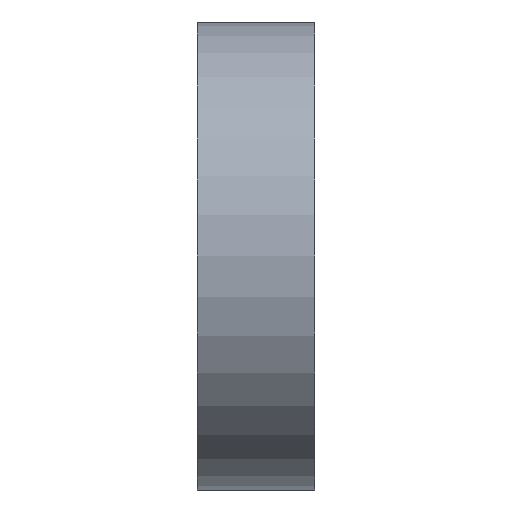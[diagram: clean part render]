
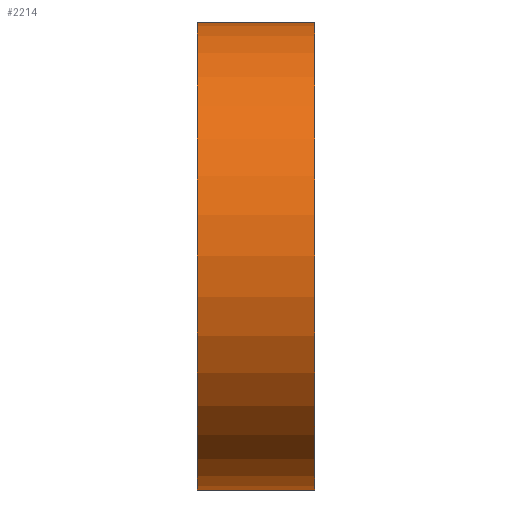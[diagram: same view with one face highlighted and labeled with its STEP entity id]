
A CAD part, left-side view. The second image highlights one B-rep face of the part: STEP entity #2214.
In plain terms, the highlighted cylindrical face has radius 15.875 mm (diameter 31.75 mm), a partial arc.
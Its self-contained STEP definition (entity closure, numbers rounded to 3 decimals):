
#91 = DIRECTION ( 'NONE',  ( 0., 1., 0. ) ) ;
#206 = AXIS2_PLACEMENT_3D ( 'NONE', #1691, #91, #304 ) ;
#234 = VERTEX_POINT ( 'NONE', #972 ) ;
#284 = EDGE_CURVE ( 'NONE', #1554, #234, #507, .T. ) ;
#304 = DIRECTION ( 'NONE',  ( 0., 0., 1. ) ) ;
#308 = LINE ( 'NONE', #773, #1443 ) ;
#361 = CARTESIAN_POINT ( 'NONE',  ( -184.15, 8., -15.875 ) ) ;
#425 = VERTEX_POINT ( 'NONE', #361 ) ;
#427 = EDGE_LOOP ( 'NONE', ( #1611, #1741, #720, #908 ) ) ;
#498 = DIRECTION ( 'NONE',  ( 0., 0., -1. ) ) ;
#507 = CIRCLE ( 'NONE', #1988, 15.875 ) ;
#628 = EDGE_CURVE ( 'NONE', #425, #1554, #308, .T. ) ;
#656 = DIRECTION ( 'NONE',  ( 0., -1., 0. ) ) ;
#670 = DIRECTION ( 'NONE',  ( 0., 1., 0. ) ) ;
#703 = EDGE_CURVE ( 'NONE', #425, #2105, #1645, .T. ) ;
#720 = ORIENTED_EDGE ( 'NONE', *, *, #628, .T. ) ;
#765 = DIRECTION ( 'NONE',  ( 0., -1., 0. ) ) ;
#773 = CARTESIAN_POINT ( 'NONE',  ( -184.15, 8., -15.875 ) ) ;
#860 = AXIS2_PLACEMENT_3D ( 'NONE', #2225, #656, #498 ) ;
#908 = ORIENTED_EDGE ( 'NONE', *, *, #284, .T. ) ;
#972 = CARTESIAN_POINT ( 'NONE',  ( -184.15, 0., 15.875 ) ) ;
#984 = CYLINDRICAL_SURFACE ( 'NONE', #860, 15.875 ) ;
#1041 = DIRECTION ( 'NONE',  ( 0., 0., 1. ) ) ;
#1064 = DIRECTION ( 'NONE',  ( 0., -1., 0. ) ) ;
#1157 = FACE_OUTER_BOUND ( 'NONE', #427, .T. ) ;
#1315 = EDGE_CURVE ( 'NONE', #2105, #234, #1808, .T. ) ;
#1443 = VECTOR ( 'NONE', #765, 1000. ) ;
#1468 = VECTOR ( 'NONE', #1064, 1000. ) ;
#1554 = VERTEX_POINT ( 'NONE', #1836 ) ;
#1611 = ORIENTED_EDGE ( 'NONE', *, *, #1315, .F. ) ;
#1645 = CIRCLE ( 'NONE', #206, 15.875 ) ;
#1652 = CARTESIAN_POINT ( 'NONE',  ( -184.15, 8., 15.875 ) ) ;
#1691 = CARTESIAN_POINT ( 'NONE',  ( -184.15, 8., 0. ) ) ;
#1707 = CARTESIAN_POINT ( 'NONE',  ( -184.15, 0., 0. ) ) ;
#1741 = ORIENTED_EDGE ( 'NONE', *, *, #703, .F. ) ;
#1756 = CARTESIAN_POINT ( 'NONE',  ( -184.15, 8., 15.875 ) ) ;
#1808 = LINE ( 'NONE', #1756, #1468 ) ;
#1836 = CARTESIAN_POINT ( 'NONE',  ( -184.15, 0., -15.875 ) ) ;
#1988 = AXIS2_PLACEMENT_3D ( 'NONE', #1707, #670, #1041 ) ;
#2105 = VERTEX_POINT ( 'NONE', #1652 ) ;
#2214 = ADVANCED_FACE ( 'NONE', ( #1157 ), #984, .T. ) ;
#2225 = CARTESIAN_POINT ( 'NONE',  ( -184.15, 8., 0. ) ) ;
